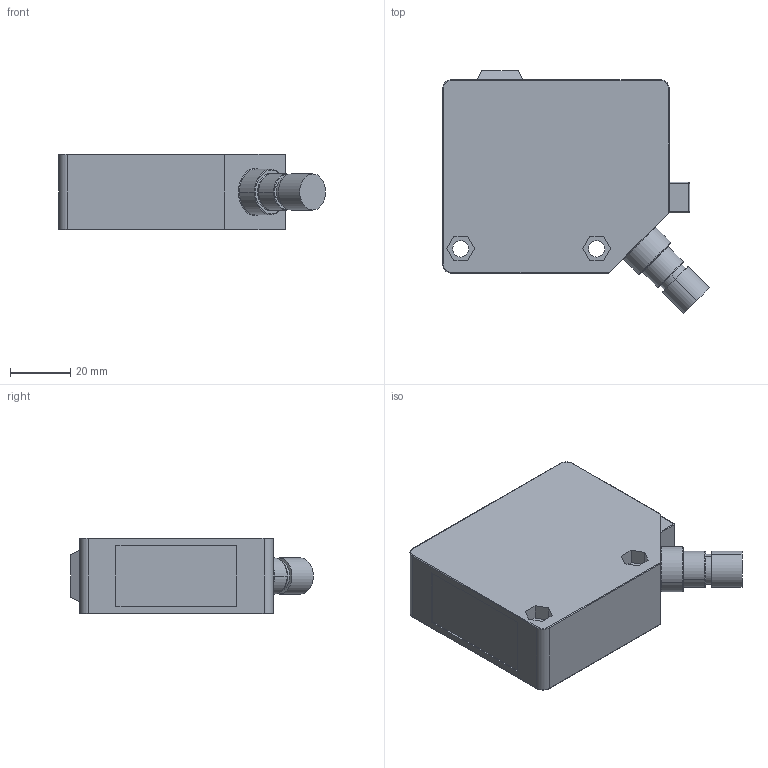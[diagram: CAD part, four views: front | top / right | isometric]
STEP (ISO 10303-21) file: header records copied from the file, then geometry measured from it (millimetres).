
FILE_DESCRIPTION((''),'2;1');
FILE_NAME('RL39_F400187A','2006-01-03T',('Pepperl+Fuchs'),('Industriehansa'),'PRO/ENGINEER BY PARAMETRIC TECHNOLOGY CORPORATION, 2005290','PRO/ENGINEER BY PARAMETRIC TECHNOLOGY CORPORATION, 2005290','');
FILE_SCHEMA(('AUTOMOTIVE_DESIGN_CC2 { 1 2 10303 214 -1 1 5 2 }'));
Length unit declared in the file: millimetre
Products named in the file (1): RL39_F400187A
Bounding box: 88.33 x 80.33 x 25 mm (x, y, z)
Volume: 117105.9 mm3; surface area: 18312.4 mm2
Topology: 1 solids, 1 shells, 115 faces, 284 edges, 198 vertices
Faces by surface type: plane 58, cylinder 37, torus 14, sphere 6
Entity records: 4430 total; most frequent: DIRECTION 598, CARTESIAN_POINT 588, ORIENTED_EDGE 534, PRESENTATION_STYLE_ASSIGNMENT 302, STYLED_ITEM 296, CURVE_STYLE 287, EDGE_CURVE 267, AXIS2_PLACEMENT_3D 204
